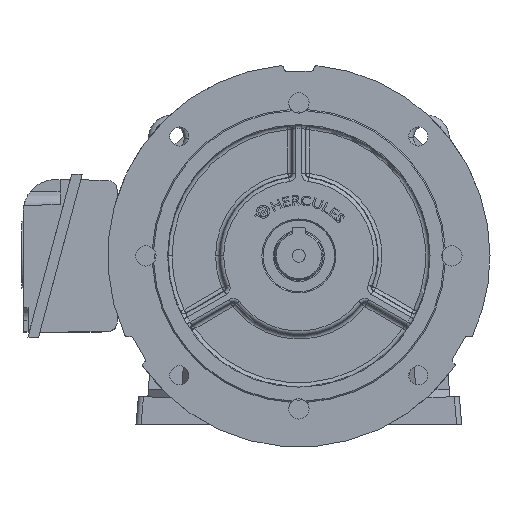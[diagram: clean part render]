
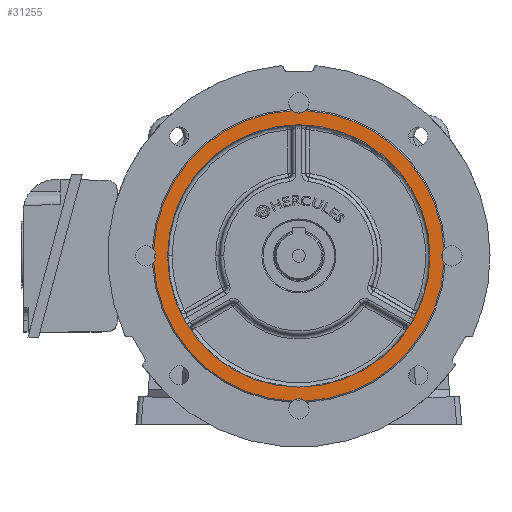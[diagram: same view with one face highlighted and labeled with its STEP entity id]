
A CAD part, top view. The second image highlights one B-rep face of the part: STEP entity #31255.
In plain terms, the highlighted planar face has unit normal (0, 0, 1).
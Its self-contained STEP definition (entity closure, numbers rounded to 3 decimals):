
#40 = ORIENTED_EDGE ( 'NONE', *, *, #53417, .F. ) ;
#291 = AXIS2_PLACEMENT_3D ( 'NONE', #40925, #8255, #54462 ) ;
#763 = VERTEX_POINT ( 'NONE', #26408 ) ;
#817 = AXIS2_PLACEMENT_3D ( 'NONE', #8887, #8457, #60797 ) ;
#1936 = CIRCLE ( 'NONE', #72954, 8. ) ;
#3796 = CARTESIAN_POINT ( 'NONE',  ( -120., 0., 66.5 ) ) ;
#7548 = DIRECTION ( 'NONE',  ( 0., 0., 1. ) ) ;
#7570 = DIRECTION ( 'NONE',  ( 0., -1., 0. ) ) ;
#7600 = VERTEX_POINT ( 'NONE', #23258 ) ;
#8184 = CARTESIAN_POINT ( 'NONE',  ( 102.93, 0., 66.5 ) ) ;
#8255 = DIRECTION ( 'NONE',  ( 0., 0., 1. ) ) ;
#8457 = DIRECTION ( 'NONE',  ( 0., 0., 1. ) ) ;
#8458 = EDGE_CURVE ( 'NONE', #76893, #55508, #47909, .T. ) ;
#8725 = CIRCLE ( 'NONE', #291, 8. ) ;
#8887 = CARTESIAN_POINT ( 'NONE',  ( 0., -120., 66.5 ) ) ;
#9425 = DIRECTION ( 'NONE',  ( 1., 0., 0. ) ) ;
#9835 = FACE_OUTER_BOUND ( 'NONE', #28100, .T. ) ;
#10634 = ORIENTED_EDGE ( 'NONE', *, *, #20028, .T. ) ;
#10752 = EDGE_CURVE ( 'NONE', #763, #47751, #53714, .T. ) ;
#11114 = DIRECTION ( 'NONE',  ( 1., 0., 0. ) ) ;
#11428 = CARTESIAN_POINT ( 'NONE',  ( -113.883, -5.156, 66.5 ) ) ;
#11510 = CARTESIAN_POINT ( 'NONE',  ( 0., 0., 66.5 ) ) ;
#12369 = CARTESIAN_POINT ( 'NONE',  ( 5.156, 113.883, 66.5 ) ) ;
#14030 = ORIENTED_EDGE ( 'NONE', *, *, #45383, .F. ) ;
#14111 = DIRECTION ( 'NONE',  ( 0., 0., 1. ) ) ;
#14708 = AXIS2_PLACEMENT_3D ( 'NONE', #64893, #70995, #39569 ) ;
#16177 = CIRCLE ( 'NONE', #817, 8. ) ;
#16956 = EDGE_CURVE ( 'NONE', #81699, #54158, #42107, .T. ) ;
#17659 = DIRECTION ( 'NONE',  ( 1., 0., 0. ) ) ;
#18078 = DIRECTION ( 'NONE',  ( 0., 0., 1. ) ) ;
#18317 = DIRECTION ( 'NONE',  ( 1., 0., 0. ) ) ;
#18778 = EDGE_LOOP ( 'NONE', ( #10634, #70935 ) ) ;
#20028 = EDGE_CURVE ( 'NONE', #32698, #38421, #84247, .T. ) ;
#21101 = CARTESIAN_POINT ( 'NONE',  ( 120., 0., 66.5 ) ) ;
#22647 = EDGE_CURVE ( 'NONE', #54158, #47751, #8725, .T. ) ;
#22974 = AXIS2_PLACEMENT_3D ( 'NONE', #51515, #25840, #72818 ) ;
#22998 = EDGE_CURVE ( 'NONE', #76893, #7600, #16177, .T. ) ;
#23258 = CARTESIAN_POINT ( 'NONE',  ( -5.156, -113.883, 66.5 ) ) ;
#24356 = CIRCLE ( 'NONE', #22974, 8. ) ;
#25389 = ORIENTED_EDGE ( 'NONE', *, *, #22998, .F. ) ;
#25607 = CARTESIAN_POINT ( 'NONE',  ( 112., 0., 66.5 ) ) ;
#25840 = DIRECTION ( 'NONE',  ( 0., 0., 1. ) ) ;
#25891 = AXIS2_PLACEMENT_3D ( 'NONE', #11510, #18078, #17659 ) ;
#26275 = CIRCLE ( 'NONE', #80463, 114. ) ;
#26408 = CARTESIAN_POINT ( 'NONE',  ( -5.156, 113.883, 66.5 ) ) ;
#26486 = DIRECTION ( 'NONE',  ( 1., 0., 0. ) ) ;
#28100 = EDGE_LOOP ( 'NONE', ( #25389, #28582, #40, #35753, #70657, #14030, #78380, #55864, #72185, #34386 ) ) ;
#28582 = ORIENTED_EDGE ( 'NONE', *, *, #8458, .T. ) ;
#29458 = DIRECTION ( 'NONE',  ( 0., 0., 1. ) ) ;
#30433 = DIRECTION ( 'NONE',  ( 0., 0., 1. ) ) ;
#31255 = ADVANCED_FACE ( 'NONE', ( #9835, #76106 ), #48206, .T. ) ;
#32698 = VERTEX_POINT ( 'NONE', #8184 ) ;
#34386 = ORIENTED_EDGE ( 'NONE', *, *, #42485, .T. ) ;
#34614 = CARTESIAN_POINT ( 'NONE',  ( 0., 0., 66.5 ) ) ;
#34813 = CARTESIAN_POINT ( 'NONE',  ( -112., 0., 66.5 ) ) ;
#35753 = ORIENTED_EDGE ( 'NONE', *, *, #53678, .F. ) ;
#38421 = VERTEX_POINT ( 'NONE', #66985 ) ;
#39569 = DIRECTION ( 'NONE',  ( 1., 0., 0. ) ) ;
#40128 = CARTESIAN_POINT ( 'NONE',  ( 5.156, -113.883, 66.5 ) ) ;
#40204 = CIRCLE ( 'NONE', #45810, 8. ) ;
#40749 = AXIS2_PLACEMENT_3D ( 'NONE', #3796, #30433, #49574 ) ;
#40925 = CARTESIAN_POINT ( 'NONE',  ( -120., 0., 66.5 ) ) ;
#42107 = CIRCLE ( 'NONE', #40749, 8. ) ;
#42485 = EDGE_CURVE ( 'NONE', #81699, #7600, #26275, .T. ) ;
#44133 = VERTEX_POINT ( 'NONE', #12369 ) ;
#45383 = EDGE_CURVE ( 'NONE', #763, #44133, #40204, .T. ) ;
#45810 = AXIS2_PLACEMENT_3D ( 'NONE', #70404, #29458, #11114 ) ;
#47751 = VERTEX_POINT ( 'NONE', #80391 ) ;
#47766 = CARTESIAN_POINT ( 'NONE',  ( 113.883, -5.156, 66.5 ) ) ;
#47909 = CIRCLE ( 'NONE', #71629, 114. ) ;
#48206 = PLANE ( 'NONE',  #56397 ) ;
#49574 = DIRECTION ( 'NONE',  ( 0., 1., 0. ) ) ;
#51515 = CARTESIAN_POINT ( 'NONE',  ( 120., 0., 66.5 ) ) ;
#53417 = EDGE_CURVE ( 'NONE', #85343, #55508, #1936, .T. ) ;
#53678 = EDGE_CURVE ( 'NONE', #83390, #85343, #24356, .T. ) ;
#53714 = CIRCLE ( 'NONE', #25891, 114. ) ;
#54158 = VERTEX_POINT ( 'NONE', #34813 ) ;
#54462 = DIRECTION ( 'NONE',  ( 0., 1., 0. ) ) ;
#55508 = VERTEX_POINT ( 'NONE', #47766 ) ;
#55864 = ORIENTED_EDGE ( 'NONE', *, *, #22647, .F. ) ;
#56019 = CARTESIAN_POINT ( 'NONE',  ( 0., 95., 66.5 ) ) ;
#56397 = AXIS2_PLACEMENT_3D ( 'NONE', #56019, #76521, #9425 ) ;
#57437 = CARTESIAN_POINT ( 'NONE',  ( 0., 0., 66.5 ) ) ;
#57977 = DIRECTION ( 'NONE',  ( 0., 0., 1. ) ) ;
#59566 = DIRECTION ( 'NONE',  ( 0., 0., -1. ) ) ;
#60797 = DIRECTION ( 'NONE',  ( -1., 0., 0. ) ) ;
#61625 = CIRCLE ( 'NONE', #72767, 114. ) ;
#63058 = AXIS2_PLACEMENT_3D ( 'NONE', #66120, #59566, #26486 ) ;
#64893 = CARTESIAN_POINT ( 'NONE',  ( 0., 0., 66.5 ) ) ;
#66120 = CARTESIAN_POINT ( 'NONE',  ( 0., 0., 66.5 ) ) ;
#66985 = CARTESIAN_POINT ( 'NONE',  ( -102.93, 0., 66.5 ) ) ;
#70035 = CIRCLE ( 'NONE', #63058, 102.93 ) ;
#70111 = DIRECTION ( 'NONE',  ( 0., 0., 1. ) ) ;
#70404 = CARTESIAN_POINT ( 'NONE',  ( 0., 120., 66.5 ) ) ;
#70567 = DIRECTION ( 'NONE',  ( 1., 0., 0. ) ) ;
#70657 = ORIENTED_EDGE ( 'NONE', *, *, #70954, .T. ) ;
#70935 = ORIENTED_EDGE ( 'NONE', *, *, #71556, .T. ) ;
#70954 = EDGE_CURVE ( 'NONE', #83390, #44133, #61625, .T. ) ;
#70995 = DIRECTION ( 'NONE',  ( 0., 0., -1. ) ) ;
#71556 = EDGE_CURVE ( 'NONE', #38421, #32698, #70035, .T. ) ;
#71629 = AXIS2_PLACEMENT_3D ( 'NONE', #34614, #7548, #79904 ) ;
#72185 = ORIENTED_EDGE ( 'NONE', *, *, #16956, .F. ) ;
#72767 = AXIS2_PLACEMENT_3D ( 'NONE', #78018, #57977, #18317 ) ;
#72818 = DIRECTION ( 'NONE',  ( 0., -1., 0. ) ) ;
#72954 = AXIS2_PLACEMENT_3D ( 'NONE', #21101, #14111, #7570 ) ;
#76106 = FACE_BOUND ( 'NONE', #18778, .T. ) ;
#76521 = DIRECTION ( 'NONE',  ( 0., 0., 1. ) ) ;
#76893 = VERTEX_POINT ( 'NONE', #40128 ) ;
#78018 = CARTESIAN_POINT ( 'NONE',  ( 0., 0., 66.5 ) ) ;
#78380 = ORIENTED_EDGE ( 'NONE', *, *, #10752, .T. ) ;
#79904 = DIRECTION ( 'NONE',  ( 1., 0., 0. ) ) ;
#80391 = CARTESIAN_POINT ( 'NONE',  ( -113.883, 5.156, 66.5 ) ) ;
#80463 = AXIS2_PLACEMENT_3D ( 'NONE', #57437, #70111, #70567 ) ;
#81699 = VERTEX_POINT ( 'NONE', #11428 ) ;
#82727 = CARTESIAN_POINT ( 'NONE',  ( 113.883, 5.156, 66.5 ) ) ;
#83390 = VERTEX_POINT ( 'NONE', #82727 ) ;
#84247 = CIRCLE ( 'NONE', #14708, 102.93 ) ;
#85343 = VERTEX_POINT ( 'NONE', #25607 ) ;
